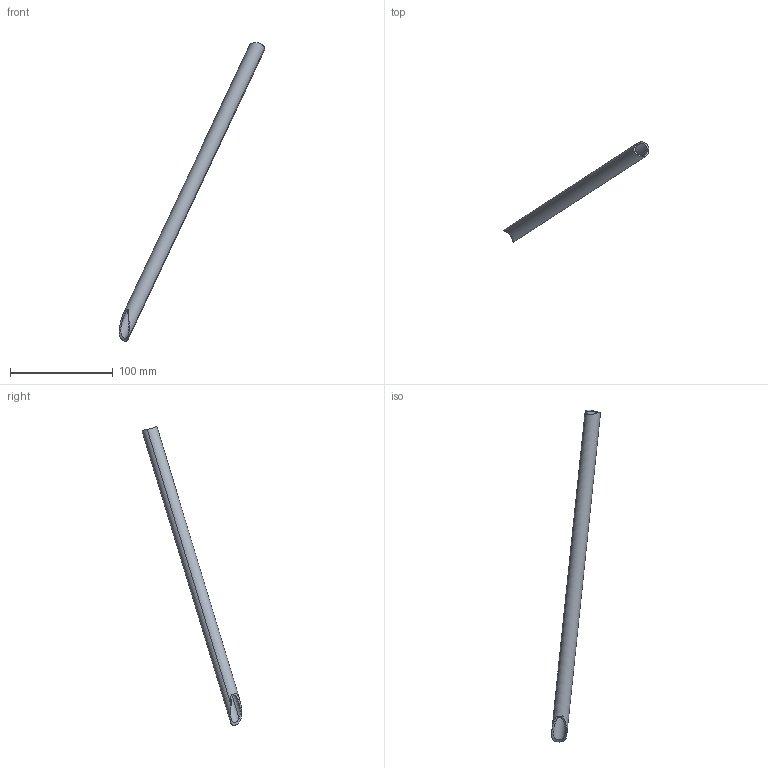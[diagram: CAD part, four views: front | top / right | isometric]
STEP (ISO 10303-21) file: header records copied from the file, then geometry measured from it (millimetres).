
FILE_DESCRIPTION(('STEP AP214'),'1');
FILE_NAME('22.stp','2018-12-06T12:34:20',(' '),(' '),'Spatial InterOp 3D',' ',' ');
FILE_SCHEMA(('automotive_design'));
Length unit declared in the file: metre
Products named in the file (1): Corps1
Bounding box: 141.82 x 97.14 x 290.48 mm (x, y, z)
Volume: 19912.3 mm3; surface area: 26767.2 mm2
Topology: 1 solids, 1 shells, 7 faces, 18 edges, 13 vertices
Faces by surface type: cylinder 5, plane 1, bspline 1
Entity records: 566 total; most frequent: CARTESIAN_POINT 330, ORIENTED_EDGE 36, DIRECTION 22, EDGE_CURVE 18, VERTEX_POINT 13, B_SPLINE_CURVE_WITH_KNOTS 12, AXIS2_PLACEMENT_3D 9, EDGE_LOOP 9
